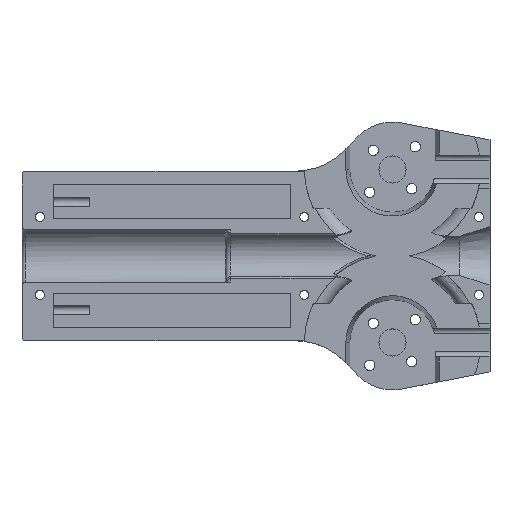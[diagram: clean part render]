
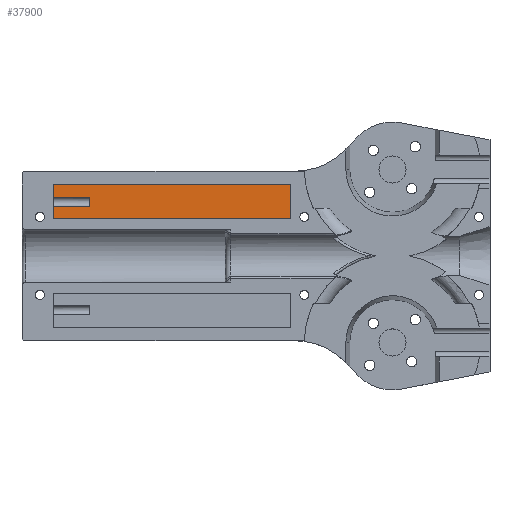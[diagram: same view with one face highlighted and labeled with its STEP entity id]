
A CAD part, top view. The second image highlights one B-rep face of the part: STEP entity #37900.
In plain terms, the highlighted planar face has unit normal (0, 0, 1).
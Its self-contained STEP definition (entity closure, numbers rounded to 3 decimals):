
#24603 = PLANE('',#24604);
#24604 = AXIS2_PLACEMENT_3D('',#24605,#24606,#24607);
#24605 = CARTESIAN_POINT('',(-100.,21.,24.02));
#24606 = DIRECTION('',(0.,-1.,0.));
#24607 = DIRECTION('',(1.,0.,0.));
#24631 = PLANE('',#24632);
#24632 = AXIS2_PLACEMENT_3D('',#24633,#24634,#24635);
#24633 = CARTESIAN_POINT('',(-100.,11.,24.02));
#24634 = DIRECTION('',(1.,0.,0.));
#24635 = DIRECTION('',(0.,1.,0.));
#24659 = PLANE('',#24660);
#24660 = AXIS2_PLACEMENT_3D('',#24661,#24662,#24663);
#24661 = CARTESIAN_POINT('',(-30.,11.,24.02));
#24662 = DIRECTION('',(0.,1.,0.));
#24663 = DIRECTION('',(-1.,0.,0.));
#24685 = PLANE('',#24686);
#24686 = AXIS2_PLACEMENT_3D('',#24687,#24688,#24689);
#24687 = CARTESIAN_POINT('',(-30.,21.,24.02));
#24688 = DIRECTION('',(-1.,0.,0.));
#24689 = DIRECTION('',(0.,-1.,0.));
#27549 = CYLINDRICAL_SURFACE('',#27550,1.35);
#27550 = AXIS2_PLACEMENT_3D('',#27551,#27552,#27553);
#27551 = CARTESIAN_POINT('',(-109.25,16.,6.));
#27552 = DIRECTION('',(-1.,0.,0.));
#27553 = DIRECTION('',(0.,-1.,0.));
#29006 = VERTEX_POINT('',#29007);
#29007 = CARTESIAN_POINT('',(-100.,21.,6.02));
#29028 = EDGE_CURVE('',#29006,#29029,#29031,.T.);
#29029 = VERTEX_POINT('',#29030);
#29030 = CARTESIAN_POINT('',(-30.,21.,6.02));
#29031 = SURFACE_CURVE('',#29032,(#29036,#29043),.PCURVE_S1.);
#29032 = LINE('',#29033,#29034);
#29033 = CARTESIAN_POINT('',(-100.,21.,6.02));
#29034 = VECTOR('',#29035,1.);
#29035 = DIRECTION('',(1.,0.,0.));
#29036 = PCURVE('',#24603,#29037);
#29037 = DEFINITIONAL_REPRESENTATION('',(#29038),#29042);
#29038 = LINE('',#29039,#29040);
#29039 = CARTESIAN_POINT('',(0.,-18.));
#29040 = VECTOR('',#29041,1.);
#29041 = DIRECTION('',(1.,0.));
#29042 = ( GEOMETRIC_REPRESENTATION_CONTEXT(2) 
PARAMETRIC_REPRESENTATION_CONTEXT() REPRESENTATION_CONTEXT('2D SPACE',''
  ) );
#29043 = PCURVE('',#29044,#29049);
#29044 = PLANE('',#29045);
#29045 = AXIS2_PLACEMENT_3D('',#29046,#29047,#29048);
#29046 = CARTESIAN_POINT('',(-100.,21.,6.02));
#29047 = DIRECTION('',(0.,0.,1.));
#29048 = DIRECTION('',(1.,0.,0.));
#29049 = DEFINITIONAL_REPRESENTATION('',(#29050),#29054);
#29050 = LINE('',#29051,#29052);
#29051 = CARTESIAN_POINT('',(0.,0.));
#29052 = VECTOR('',#29053,1.);
#29053 = DIRECTION('',(1.,0.));
#29054 = ( GEOMETRIC_REPRESENTATION_CONTEXT(2) 
PARAMETRIC_REPRESENTATION_CONTEXT() REPRESENTATION_CONTEXT('2D SPACE',''
  ) );
#29088 = VERTEX_POINT('',#29089);
#29089 = CARTESIAN_POINT('',(-100.,11.,6.02));
#29110 = EDGE_CURVE('',#29088,#29111,#29113,.T.);
#29111 = VERTEX_POINT('',#29112);
#29112 = CARTESIAN_POINT('',(-100.,14.65,6.02));
#29113 = SURFACE_CURVE('',#29114,(#29118,#29125),.PCURVE_S1.);
#29114 = LINE('',#29115,#29116);
#29115 = CARTESIAN_POINT('',(-100.,11.,6.02));
#29116 = VECTOR('',#29117,1.);
#29117 = DIRECTION('',(0.,1.,0.));
#29118 = PCURVE('',#24631,#29119);
#29119 = DEFINITIONAL_REPRESENTATION('',(#29120),#29124);
#29120 = LINE('',#29121,#29122);
#29121 = CARTESIAN_POINT('',(0.,-18.));
#29122 = VECTOR('',#29123,1.);
#29123 = DIRECTION('',(1.,0.));
#29124 = ( GEOMETRIC_REPRESENTATION_CONTEXT(2) 
PARAMETRIC_REPRESENTATION_CONTEXT() REPRESENTATION_CONTEXT('2D SPACE',''
  ) );
#29125 = PCURVE('',#29044,#29126);
#29126 = DEFINITIONAL_REPRESENTATION('',(#29127),#29131);
#29127 = LINE('',#29128,#29129);
#29128 = CARTESIAN_POINT('',(0.,-10.));
#29129 = VECTOR('',#29130,1.);
#29130 = DIRECTION('',(0.,1.));
#29131 = ( GEOMETRIC_REPRESENTATION_CONTEXT(2) 
PARAMETRIC_REPRESENTATION_CONTEXT() REPRESENTATION_CONTEXT('2D SPACE',''
  ) );
#29134 = VERTEX_POINT('',#29135);
#29135 = CARTESIAN_POINT('',(-100.,17.35,6.02));
#29161 = EDGE_CURVE('',#29134,#29006,#29162,.T.);
#29162 = SURFACE_CURVE('',#29163,(#29167,#29174),.PCURVE_S1.);
#29163 = LINE('',#29164,#29165);
#29164 = CARTESIAN_POINT('',(-100.,11.,6.02));
#29165 = VECTOR('',#29166,1.);
#29166 = DIRECTION('',(0.,1.,0.));
#29167 = PCURVE('',#24631,#29168);
#29168 = DEFINITIONAL_REPRESENTATION('',(#29169),#29173);
#29169 = LINE('',#29170,#29171);
#29170 = CARTESIAN_POINT('',(0.,-18.));
#29171 = VECTOR('',#29172,1.);
#29172 = DIRECTION('',(1.,0.));
#29173 = ( GEOMETRIC_REPRESENTATION_CONTEXT(2) 
PARAMETRIC_REPRESENTATION_CONTEXT() REPRESENTATION_CONTEXT('2D SPACE',''
  ) );
#29174 = PCURVE('',#29044,#29175);
#29175 = DEFINITIONAL_REPRESENTATION('',(#29176),#29180);
#29176 = LINE('',#29177,#29178);
#29177 = CARTESIAN_POINT('',(0.,-10.));
#29178 = VECTOR('',#29179,1.);
#29179 = DIRECTION('',(0.,1.));
#29180 = ( GEOMETRIC_REPRESENTATION_CONTEXT(2) 
PARAMETRIC_REPRESENTATION_CONTEXT() REPRESENTATION_CONTEXT('2D SPACE',''
  ) );
#29242 = EDGE_CURVE('',#29029,#29243,#29245,.T.);
#29243 = VERTEX_POINT('',#29244);
#29244 = CARTESIAN_POINT('',(-30.,11.,6.02));
#29245 = SURFACE_CURVE('',#29246,(#29250,#29257),.PCURVE_S1.);
#29246 = LINE('',#29247,#29248);
#29247 = CARTESIAN_POINT('',(-30.,21.,6.02));
#29248 = VECTOR('',#29249,1.);
#29249 = DIRECTION('',(0.,-1.,0.));
#29250 = PCURVE('',#24685,#29251);
#29251 = DEFINITIONAL_REPRESENTATION('',(#29252),#29256);
#29252 = LINE('',#29253,#29254);
#29253 = CARTESIAN_POINT('',(0.,-18.));
#29254 = VECTOR('',#29255,1.);
#29255 = DIRECTION('',(1.,0.));
#29256 = ( GEOMETRIC_REPRESENTATION_CONTEXT(2) 
PARAMETRIC_REPRESENTATION_CONTEXT() REPRESENTATION_CONTEXT('2D SPACE',''
  ) );
#29257 = PCURVE('',#29044,#29258);
#29258 = DEFINITIONAL_REPRESENTATION('',(#29259),#29263);
#29259 = LINE('',#29260,#29261);
#29260 = CARTESIAN_POINT('',(70.,0.));
#29261 = VECTOR('',#29262,1.);
#29262 = DIRECTION('',(0.,-1.));
#29263 = ( GEOMETRIC_REPRESENTATION_CONTEXT(2) 
PARAMETRIC_REPRESENTATION_CONTEXT() REPRESENTATION_CONTEXT('2D SPACE',''
  ) );
#29291 = EDGE_CURVE('',#29243,#29088,#29292,.T.);
#29292 = SURFACE_CURVE('',#29293,(#29297,#29304),.PCURVE_S1.);
#29293 = LINE('',#29294,#29295);
#29294 = CARTESIAN_POINT('',(-30.,11.,6.02));
#29295 = VECTOR('',#29296,1.);
#29296 = DIRECTION('',(-1.,0.,0.));
#29297 = PCURVE('',#24659,#29298);
#29298 = DEFINITIONAL_REPRESENTATION('',(#29299),#29303);
#29299 = LINE('',#29300,#29301);
#29300 = CARTESIAN_POINT('',(0.,-18.));
#29301 = VECTOR('',#29302,1.);
#29302 = DIRECTION('',(1.,0.));
#29303 = ( GEOMETRIC_REPRESENTATION_CONTEXT(2) 
PARAMETRIC_REPRESENTATION_CONTEXT() REPRESENTATION_CONTEXT('2D SPACE',''
  ) );
#29304 = PCURVE('',#29044,#29305);
#29305 = DEFINITIONAL_REPRESENTATION('',(#29306),#29310);
#29306 = LINE('',#29307,#29308);
#29307 = CARTESIAN_POINT('',(70.,-10.));
#29308 = VECTOR('',#29309,1.);
#29309 = DIRECTION('',(-1.,0.));
#29310 = ( GEOMETRIC_REPRESENTATION_CONTEXT(2) 
PARAMETRIC_REPRESENTATION_CONTEXT() REPRESENTATION_CONTEXT('2D SPACE',''
  ) );
#34595 = VERTEX_POINT('',#34596);
#34596 = CARTESIAN_POINT('',(-89.25,14.65,6.02));
#34611 = PLANE('',#34612);
#34612 = AXIS2_PLACEMENT_3D('',#34613,#34614,#34615);
#34613 = CARTESIAN_POINT('',(-89.25,14.65,6.));
#34614 = DIRECTION('',(1.,0.,0.));
#34615 = DIRECTION('',(0.,0.,1.));
#34627 = EDGE_CURVE('',#34595,#29111,#34628,.T.);
#34628 = SURFACE_CURVE('',#34629,(#34633,#34639),.PCURVE_S1.);
#34629 = LINE('',#34630,#34631);
#34630 = CARTESIAN_POINT('',(-109.25,14.65,6.02));
#34631 = VECTOR('',#34632,1.);
#34632 = DIRECTION('',(-1.,0.,0.));
#34633 = PCURVE('',#27549,#34634);
#34634 = DEFINITIONAL_REPRESENTATION('',(#34635),#34638);
#34635 = B_SPLINE_CURVE_WITH_KNOTS('',1,(#34636,#34637),.UNSPECIFIED.,
  .F.,.F.,(2,2),(-20.,-2.25),.PIECEWISE_BEZIER_KNOTS.);
#34636 = CARTESIAN_POINT('',(0.015,-20.));
#34637 = CARTESIAN_POINT('',(0.015,-2.25));
#34638 = ( GEOMETRIC_REPRESENTATION_CONTEXT(2) 
PARAMETRIC_REPRESENTATION_CONTEXT() REPRESENTATION_CONTEXT('2D SPACE',''
  ) );
#34639 = PCURVE('',#29044,#34640);
#34640 = DEFINITIONAL_REPRESENTATION('',(#34641),#34644);
#34641 = B_SPLINE_CURVE_WITH_KNOTS('',1,(#34642,#34643),.UNSPECIFIED.,
  .F.,.F.,(2,2),(-20.,-2.25),.PIECEWISE_BEZIER_KNOTS.);
#34642 = CARTESIAN_POINT('',(10.75,-6.35));
#34643 = CARTESIAN_POINT('',(-7.,-6.35));
#34644 = ( GEOMETRIC_REPRESENTATION_CONTEXT(2) 
PARAMETRIC_REPRESENTATION_CONTEXT() REPRESENTATION_CONTEXT('2D SPACE',''
  ) );
#34647 = EDGE_CURVE('',#34648,#29134,#34650,.T.);
#34648 = VERTEX_POINT('',#34649);
#34649 = CARTESIAN_POINT('',(-89.25,17.35,6.02));
#34650 = SURFACE_CURVE('',#34651,(#34655,#34661),.PCURVE_S1.);
#34651 = LINE('',#34652,#34653);
#34652 = CARTESIAN_POINT('',(-109.25,17.35,6.02));
#34653 = VECTOR('',#34654,1.);
#34654 = DIRECTION('',(-1.,0.,0.));
#34655 = PCURVE('',#27549,#34656);
#34656 = DEFINITIONAL_REPRESENTATION('',(#34657),#34660);
#34657 = B_SPLINE_CURVE_WITH_KNOTS('',1,(#34658,#34659),.UNSPECIFIED.,
  .F.,.F.,(2,2),(-20.,-2.25),.PIECEWISE_BEZIER_KNOTS.);
#34658 = CARTESIAN_POINT('',(3.127,-20.));
#34659 = CARTESIAN_POINT('',(3.127,-2.25));
#34660 = ( GEOMETRIC_REPRESENTATION_CONTEXT(2) 
PARAMETRIC_REPRESENTATION_CONTEXT() REPRESENTATION_CONTEXT('2D SPACE',''
  ) );
#34661 = PCURVE('',#29044,#34662);
#34662 = DEFINITIONAL_REPRESENTATION('',(#34663),#34666);
#34663 = B_SPLINE_CURVE_WITH_KNOTS('',1,(#34664,#34665),.UNSPECIFIED.,
  .F.,.F.,(2,2),(-20.,-2.25),.PIECEWISE_BEZIER_KNOTS.);
#34664 = CARTESIAN_POINT('',(10.75,-3.65));
#34665 = CARTESIAN_POINT('',(-7.,-3.65));
#34666 = ( GEOMETRIC_REPRESENTATION_CONTEXT(2) 
PARAMETRIC_REPRESENTATION_CONTEXT() REPRESENTATION_CONTEXT('2D SPACE',''
  ) );
#37900 = ADVANCED_FACE('',(#37901),#29044,.T.);
#37901 = FACE_BOUND('',#37902,.T.);
#37902 = EDGE_LOOP('',(#37903,#37904,#37905,#37906,#37925,#37926,#37927,
    #37928));
#37903 = ORIENTED_EDGE('',*,*,#29028,.F.);
#37904 = ORIENTED_EDGE('',*,*,#29161,.F.);
#37905 = ORIENTED_EDGE('',*,*,#34647,.F.);
#37906 = ORIENTED_EDGE('',*,*,#37907,.F.);
#37907 = EDGE_CURVE('',#34595,#34648,#37908,.T.);
#37908 = SURFACE_CURVE('',#37909,(#37913,#37919),.PCURVE_S1.);
#37909 = LINE('',#37910,#37911);
#37910 = CARTESIAN_POINT('',(-89.25,17.825,6.02));
#37911 = VECTOR('',#37912,1.);
#37912 = DIRECTION('',(0.,1.,0.));
#37913 = PCURVE('',#29044,#37914);
#37914 = DEFINITIONAL_REPRESENTATION('',(#37915),#37918);
#37915 = B_SPLINE_CURVE_WITH_KNOTS('',1,(#37916,#37917),.UNSPECIFIED.,
  .F.,.F.,(2,2),(-3.274,-0.376),
  .PIECEWISE_BEZIER_KNOTS.);
#37916 = CARTESIAN_POINT('',(10.75,-6.449));
#37917 = CARTESIAN_POINT('',(10.75,-3.551));
#37918 = ( GEOMETRIC_REPRESENTATION_CONTEXT(2) 
PARAMETRIC_REPRESENTATION_CONTEXT() REPRESENTATION_CONTEXT('2D SPACE',''
  ) );
#37919 = PCURVE('',#34611,#37920);
#37920 = DEFINITIONAL_REPRESENTATION('',(#37921),#37924);
#37921 = B_SPLINE_CURVE_WITH_KNOTS('',1,(#37922,#37923),.UNSPECIFIED.,
  .F.,.F.,(2,2),(-3.274,-0.376),
  .PIECEWISE_BEZIER_KNOTS.);
#37922 = CARTESIAN_POINT('',(0.02,0.099));
#37923 = CARTESIAN_POINT('',(0.02,-2.799));
#37924 = ( GEOMETRIC_REPRESENTATION_CONTEXT(2) 
PARAMETRIC_REPRESENTATION_CONTEXT() REPRESENTATION_CONTEXT('2D SPACE',''
  ) );
#37925 = ORIENTED_EDGE('',*,*,#34627,.T.);
#37926 = ORIENTED_EDGE('',*,*,#29110,.F.);
#37927 = ORIENTED_EDGE('',*,*,#29291,.F.);
#37928 = ORIENTED_EDGE('',*,*,#29242,.F.);
